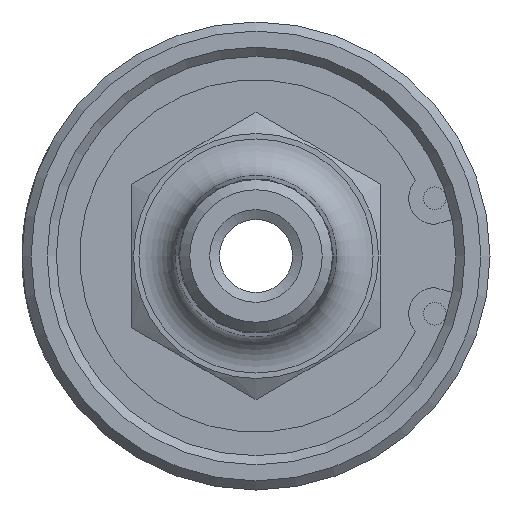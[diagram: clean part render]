
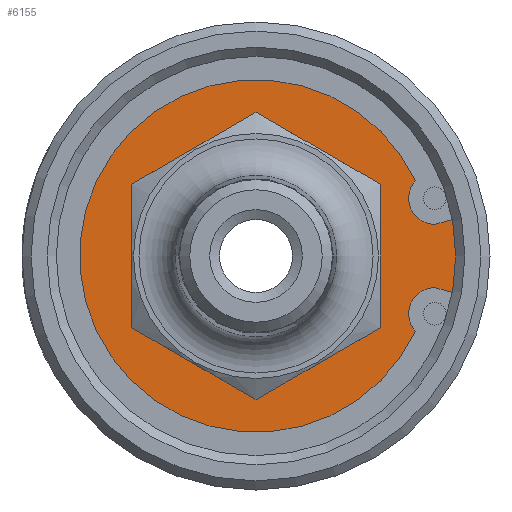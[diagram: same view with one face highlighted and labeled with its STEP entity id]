
A CAD part, left-side view. The second image highlights one B-rep face of the part: STEP entity #6155.
In plain terms, the highlighted planar face has unit normal (-1, 0, 0).
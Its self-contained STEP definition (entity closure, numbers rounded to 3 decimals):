
#286=FACE_BOUND('',#1803,.T.);
#368=LINE('',#8814,#719);
#369=LINE('',#8822,#720);
#719=VECTOR('',#7281,2.849);
#720=VECTOR('',#7288,2.849);
#1428=FACE_OUTER_BOUND('',#1802,.T.);
#1802=EDGE_LOOP('',(#4274,#4275,#4276,#4277,#4278,#4279));
#1803=EDGE_LOOP('',(#4280,#4281));
#2208=CIRCLE('',#6583,8.925);
#2209=CIRCLE('',#6584,8.925);
#2233=CIRCLE('',#6625,2.286);
#2234=CIRCLE('',#6626,15.47);
#2235=CIRCLE('',#6627,2.286);
#2236=CIRCLE('',#6628,18.77);
#2474=VERTEX_POINT('',#8677);
#2475=VERTEX_POINT('',#8678);
#2512=VERTEX_POINT('',#8812);
#2513=VERTEX_POINT('',#8813);
#2514=VERTEX_POINT('',#8815);
#2515=VERTEX_POINT('',#8817);
#2516=VERTEX_POINT('',#8819);
#2517=VERTEX_POINT('',#8821);
#3141=EDGE_CURVE('',#2474,#2475,#2208,.T.);
#3142=EDGE_CURVE('',#2475,#2474,#2209,.T.);
#3193=EDGE_CURVE('',#2512,#2513,#368,.T.);
#3194=EDGE_CURVE('',#2513,#2514,#2233,.T.);
#3195=EDGE_CURVE('',#2514,#2515,#2234,.T.);
#3196=EDGE_CURVE('',#2515,#2516,#2235,.T.);
#3197=EDGE_CURVE('',#2516,#2517,#369,.T.);
#3198=EDGE_CURVE('',#2517,#2512,#2236,.T.);
#4274=ORIENTED_EDGE('',*,*,#3193,.T.);
#4275=ORIENTED_EDGE('',*,*,#3194,.T.);
#4276=ORIENTED_EDGE('',*,*,#3195,.T.);
#4277=ORIENTED_EDGE('',*,*,#3196,.T.);
#4278=ORIENTED_EDGE('',*,*,#3197,.T.);
#4279=ORIENTED_EDGE('',*,*,#3198,.T.);
#4280=ORIENTED_EDGE('',*,*,#3141,.T.);
#4281=ORIENTED_EDGE('',*,*,#3142,.T.);
#5910=PLANE('',#6624);
#6155=ADVANCED_FACE('',(#1428,#286),#5910,.F.);
#6583=AXIS2_PLACEMENT_3D('',#8679,#7184,#7185);
#6584=AXIS2_PLACEMENT_3D('',#8680,#7186,#7187);
#6624=AXIS2_PLACEMENT_3D('',#8811,#7279,#7280);
#6625=AXIS2_PLACEMENT_3D('',#8816,#7282,#7283);
#6626=AXIS2_PLACEMENT_3D('',#8818,#7284,#7285);
#6627=AXIS2_PLACEMENT_3D('',#8820,#7286,#7287);
#6628=AXIS2_PLACEMENT_3D('',#8823,#7289,#7290);
#7184=DIRECTION('center_axis',(1.,0.,0.));
#7185=DIRECTION('ref_axis',(0.,1.,0.));
#7186=DIRECTION('center_axis',(1.,0.,0.));
#7187=DIRECTION('ref_axis',(0.,1.,0.));
#7279=DIRECTION('center_axis',(1.,0.,0.));
#7280=DIRECTION('ref_axis',(0.,0.,-1.));
#7281=DIRECTION('',(0.,0.966,-0.259));
#7282=DIRECTION('center_axis',(1.,0.,0.));
#7283=DIRECTION('ref_axis',(0.,0.209,-0.978));
#7284=DIRECTION('center_axis',(-1.,0.,0.));
#7285=DIRECTION('ref_axis',(0.,0.,-1.));
#7286=DIRECTION('center_axis',(1.,0.,0.));
#7287=DIRECTION('ref_axis',(0.,0.209,0.978));
#7288=DIRECTION('',(0.,-0.966,-0.259));
#7289=DIRECTION('center_axis',(-1.,0.,0.));
#7290=DIRECTION('ref_axis',(0.,1.,0.));
#8677=CARTESIAN_POINT('',(4.315,8.925,0.));
#8678=CARTESIAN_POINT('',(4.315,-8.925,0.));
#8679=CARTESIAN_POINT('Origin',(4.315,0.,0.));
#8680=CARTESIAN_POINT('Origin',(4.315,0.,0.));
#8811=CARTESIAN_POINT('Origin',(4.315,12.513,0.));
#8812=CARTESIAN_POINT('',(4.315,-18.437,3.519));
#8813=CARTESIAN_POINT('',(4.315,-15.686,2.781));
#8814=CARTESIAN_POINT('',(4.315,-18.437,3.519));
#8815=CARTESIAN_POINT('',(4.315,-13.991,6.601));
#8816=CARTESIAN_POINT('Origin',(4.315,-15.686,5.067));
#8817=CARTESIAN_POINT('',(4.315,-13.991,-6.601));
#8818=CARTESIAN_POINT('Origin',(4.315,0.,0.));
#8819=CARTESIAN_POINT('',(4.315,-15.686,-2.781));
#8820=CARTESIAN_POINT('Origin',(4.315,-15.686,-5.067));
#8821=CARTESIAN_POINT('',(4.315,-18.437,-3.519));
#8822=CARTESIAN_POINT('',(4.315,-15.686,-2.781));
#8823=CARTESIAN_POINT('Origin',(4.315,0.,0.));
